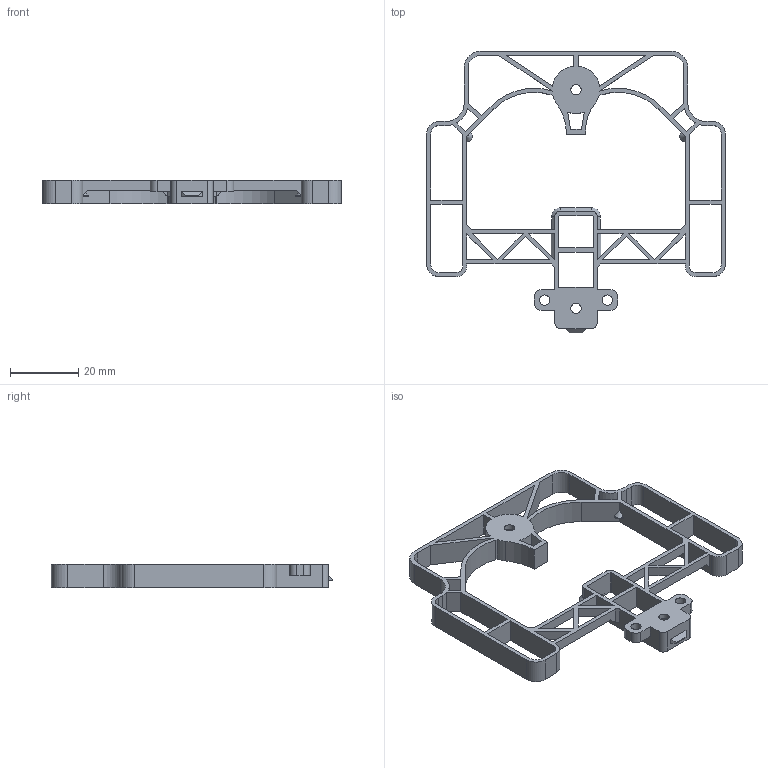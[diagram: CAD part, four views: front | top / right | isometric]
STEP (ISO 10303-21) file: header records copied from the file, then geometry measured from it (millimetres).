
FILE_DESCRIPTION(/* description */ (''),/* implementation_level */ '2;1');
FILE_NAME(/* name */ 'pcb mount.step',/* time_stamp */ '2022-07-28T22:30:15+02:00',/* author */ (''),/* organization */ (''),/* preprocessor_version */ 'ST-DEVELOPER v19',/* originating_system */ 'Autodesk Translation Framework v11.7.0.108',/* authorisation */ '');
FILE_SCHEMA (('AUTOMOTIVE_DESIGN { 1 0 10303 214 3 1 1 }'));
Length unit declared in the file: millimetre
Products named in the file (2): Platine Halterung; Klammer
Assembly tree (1 placements, depth 2):
  Platine Halterung
    Klammer
Bounding box: 87.5 x 82.35 x 7 mm (x, y, z)
Volume: 6343.5 mm3; surface area: 11540 mm2
Topology: 1 solids, 1 shells, 205 faces, 607 edges, 398 vertices
Faces by surface type: plane 148, cylinder 53, cone 4
Full cylindrical faces by diameter (mm): 3 x4, 11.5 x1
Entity records: 6934 total; most frequent: CARTESIAN_POINT 1211, ORIENTED_EDGE 1210, DIRECTION 1127, EDGE_CURVE 605, LINE 499, VECTOR 499, VERTEX_POINT 398, AXIS2_PLACEMENT_3D 314
